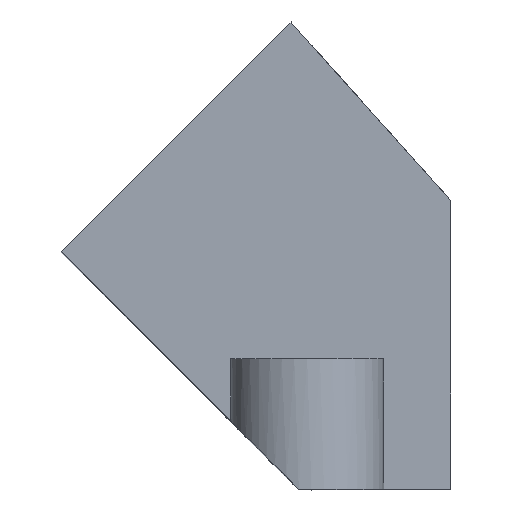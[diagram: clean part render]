
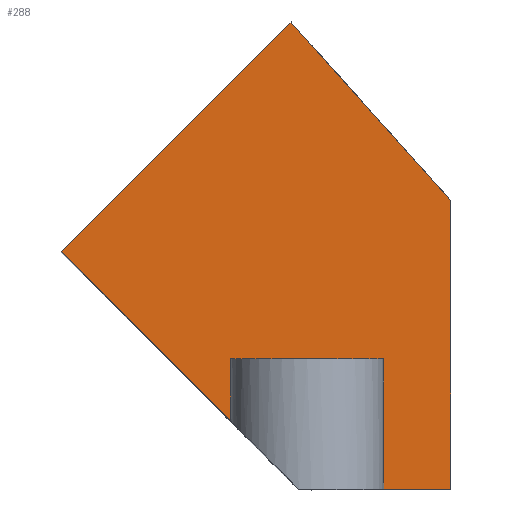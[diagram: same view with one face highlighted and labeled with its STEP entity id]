
A CAD part, top view. The second image highlights one B-rep face of the part: STEP entity #288.
In plain terms, the highlighted planar face has unit normal (0, 0, 1).
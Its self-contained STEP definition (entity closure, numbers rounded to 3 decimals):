
#81=ORIENTED_EDGE('',*,*,#151,.F.);
#82=ORIENTED_EDGE('',*,*,#152,.F.);
#83=ORIENTED_EDGE('',*,*,#131,.T.);
#84=ORIENTED_EDGE('',*,*,#146,.F.);
#85=ORIENTED_EDGE('',*,*,#153,.F.);
#86=ORIENTED_EDGE('',*,*,#144,.F.);
#87=ORIENTED_EDGE('',*,*,#154,.T.);
#88=ORIENTED_EDGE('',*,*,#119,.F.);
#119=EDGE_CURVE('',#157,#159,#185,.T.);
#131=EDGE_CURVE('',#170,#169,#191,.T.);
#144=EDGE_CURVE('',#179,#180,#197,.F.);
#146=EDGE_CURVE('',#181,#169,#198,.T.);
#151=EDGE_CURVE('',#183,#157,#203,.T.);
#152=EDGE_CURVE('',#170,#183,#204,.T.);
#153=EDGE_CURVE('',#180,#181,#205,.T.);
#154=EDGE_CURVE('',#179,#159,#206,.T.);
#157=VERTEX_POINT('',#424);
#159=VERTEX_POINT('',#427);
#169=VERTEX_POINT('',#450);
#170=VERTEX_POINT('',#452);
#179=VERTEX_POINT('',#476);
#180=VERTEX_POINT('',#478);
#181=VERTEX_POINT('',#480);
#183=VERTEX_POINT('',#490);
#185=LINE('',#426,#209);
#191=LINE('',#451,#215);
#197=LINE('',#477,#221);
#198=LINE('',#481,#222);
#203=LINE('',#489,#227);
#204=LINE('',#491,#228);
#205=LINE('',#492,#229);
#206=LINE('',#493,#230);
#209=VECTOR('',#342,1000.);
#215=VECTOR('',#364,1000.);
#221=VECTOR('',#390,1000.);
#222=VECTOR('',#393,1000.);
#227=VECTOR('',#402,1000.);
#228=VECTOR('',#403,1000.);
#229=VECTOR('',#404,1000.);
#230=VECTOR('',#405,1000.);
#242=EDGE_LOOP('',(#81,#82,#83,#84,#85,#86,#87,#88));
#262=FACE_BOUND('',#242,.T.);
#275=PLANE('',#329);
#288=ADVANCED_FACE('',(#262),#275,.T.);
#329=AXIS2_PLACEMENT_3D('',#488,#400,#401);
#342=DIRECTION('',(0.,-1.,0.));
#364=DIRECTION('',(0.707,-0.707,0.));
#390=DIRECTION('',(0.,-1.,0.));
#393=DIRECTION('',(0.,-1.,0.));
#400=DIRECTION('',(0.,0.,1.));
#401=DIRECTION('',(1.,0.,0.));
#402=DIRECTION('',(0.667,-0.745,0.));
#403=DIRECTION('',(0.707,0.707,0.));
#404=DIRECTION('',(-1.,0.,0.));
#405=DIRECTION('',(1.,0.,0.));
#424=CARTESIAN_POINT('',(4.783,15.083,116.824));
#426=CARTESIAN_POINT('',(4.783,3.732,116.824));
#427=CARTESIAN_POINT('',(4.783,0.,116.824));
#450=CARTESIAN_POINT('',(-5.943,2.79,116.824));
#451=CARTESIAN_POINT('',(-12.021,8.868,116.824));
#452=CARTESIAN_POINT('',(-15.557,12.404,116.824));
#476=CARTESIAN_POINT('',(0.514,0.,116.824));
#477=CARTESIAN_POINT('',(0.514,35.565,116.824));
#478=CARTESIAN_POINT('',(0.514,6.801,116.824));
#480=CARTESIAN_POINT('',(-5.943,6.801,116.824));
#481=CARTESIAN_POINT('',(-5.943,35.565,116.824));
#488=CARTESIAN_POINT('',(-2.934,-0.219,116.824));
#489=CARTESIAN_POINT('',(-3.559,24.402,116.824));
#490=CARTESIAN_POINT('',(-3.559,24.402,116.824));
#491=CARTESIAN_POINT('',(-15.557,12.404,116.824));
#492=CARTESIAN_POINT('',(0.514,6.801,116.824));
#493=CARTESIAN_POINT('',(-2.934,0.,116.824));
